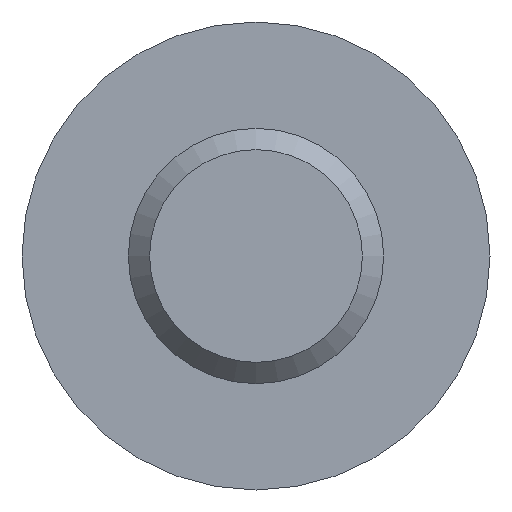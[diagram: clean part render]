
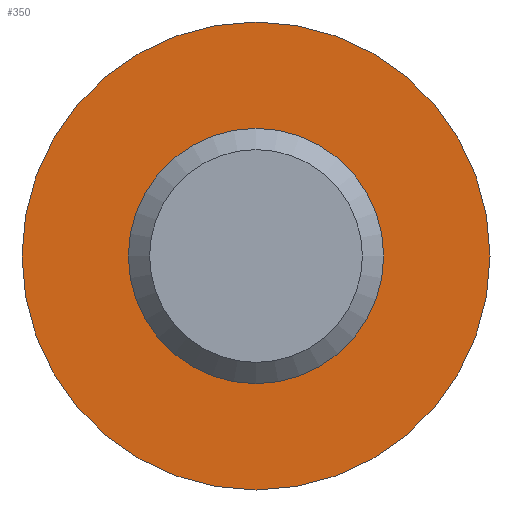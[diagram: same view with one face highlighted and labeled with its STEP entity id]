
A CAD part, front view. The second image highlights one B-rep face of the part: STEP entity #350.
In plain terms, the highlighted planar face has unit normal (0, -1, 0).
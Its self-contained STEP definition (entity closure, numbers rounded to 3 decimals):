
#1 = CARTESIAN_POINT ( 'NONE',  ( 0., 8., 0. ) ) ;
#38 = CARTESIAN_POINT ( 'NONE',  ( -1.5, 8., 0. ) ) ;
#51 = ORIENTED_EDGE ( 'NONE', *, *, #364, .F. ) ;
#82 = AXIS2_PLACEMENT_3D ( 'NONE', #1, #167, #238 ) ;
#90 = VERTEX_POINT ( 'NONE', #289 ) ;
#112 = ORIENTED_EDGE ( 'NONE', *, *, #199, .T. ) ;
#122 = DIRECTION ( 'NONE',  ( 0., 0., 1. ) ) ;
#127 = AXIS2_PLACEMENT_3D ( 'NONE', #38, #485, #122 ) ;
#151 = EDGE_LOOP ( 'NONE', ( #112 ) ) ;
#167 = DIRECTION ( 'NONE',  ( 0., -1., 0. ) ) ;
#199 = EDGE_CURVE ( 'NONE', #90, #90, #487, .T. ) ;
#204 = FACE_BOUND ( 'NONE', #362, .T. ) ;
#238 = DIRECTION ( 'NONE',  ( 0., 0., -1. ) ) ;
#248 = CIRCLE ( 'NONE', #82, 1.5 ) ;
#251 = VERTEX_POINT ( 'NONE', #418 ) ;
#289 = CARTESIAN_POINT ( 'NONE',  ( 0., 8., -2.75 ) ) ;
#324 = PLANE ( 'NONE',  #127 ) ;
#346 = CARTESIAN_POINT ( 'NONE',  ( 0., 8., 0. ) ) ;
#350 = ADVANCED_FACE ( 'NONE', ( #204, #449 ), #324, .F. ) ;
#362 = EDGE_LOOP ( 'NONE', ( #51 ) ) ;
#364 = EDGE_CURVE ( 'NONE', #251, #251, #248, .T. ) ;
#393 = DIRECTION ( 'NONE',  ( 0., -1., 0. ) ) ;
#418 = CARTESIAN_POINT ( 'NONE',  ( 0., 8., -1.5 ) ) ;
#449 = FACE_OUTER_BOUND ( 'NONE', #151, .T. ) ;
#485 = DIRECTION ( 'NONE',  ( 0., 1., 0. ) ) ;
#487 = CIRCLE ( 'NONE', #512, 2.75 ) ;
#502 = DIRECTION ( 'NONE',  ( 0., 0., -1. ) ) ;
#512 = AXIS2_PLACEMENT_3D ( 'NONE', #346, #393, #502 ) ;
